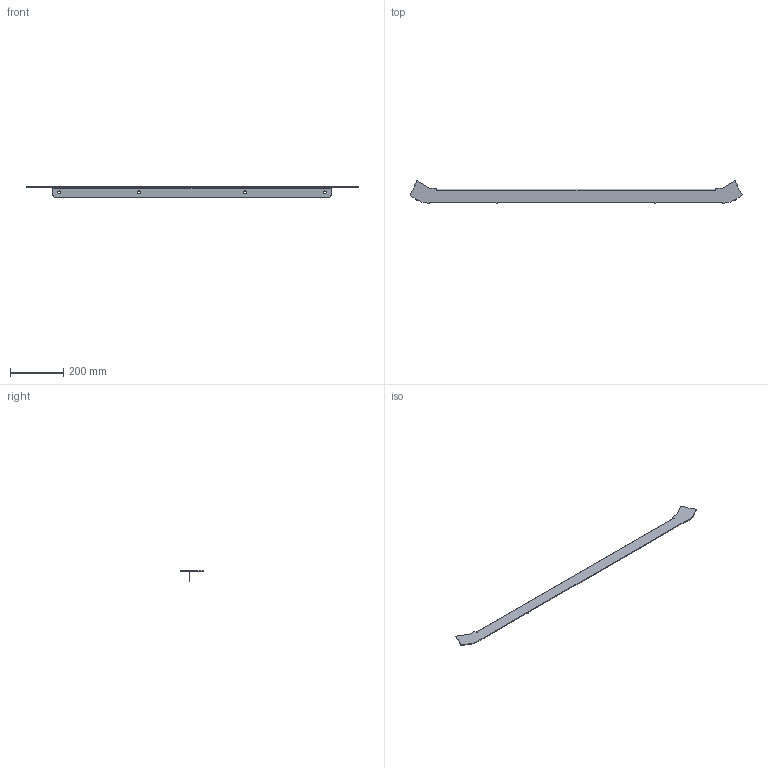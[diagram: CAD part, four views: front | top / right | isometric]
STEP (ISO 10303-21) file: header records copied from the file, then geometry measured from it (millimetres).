
FILE_DESCRIPTION (( 'STEP AP203' ), '1' );
FILE_NAME ('CV03-C-04_REV_A.step', '2025-08-17T05:12:19', ( '' ), ( '' ), 'SwSTEP 2.0', 'SolidWorks 2024', '' );
FILE_SCHEMA (( 'CONFIG_CONTROL_DESIGN' ));
Length unit declared in the file: millimetre
Products named in the file (1): CV03-C-04_REV_A
Bounding box: 1250.78 x 83.45 x 40 mm (x, y, z)
Volume: 299622.2 mm3; surface area: 208361.2 mm2
Topology: 1 solids, 1 shells, 83 faces, 235 edges, 154 vertices
Faces by surface type: plane 56, cylinder 27
Entity records: 2772 total; most frequent: CARTESIAN_POINT 473, ORIENTED_EDGE 470, DIRECTION 457, EDGE_CURVE 235, LINE 181, VECTOR 181, VERTEX_POINT 154, AXIS2_PLACEMENT_3D 138
